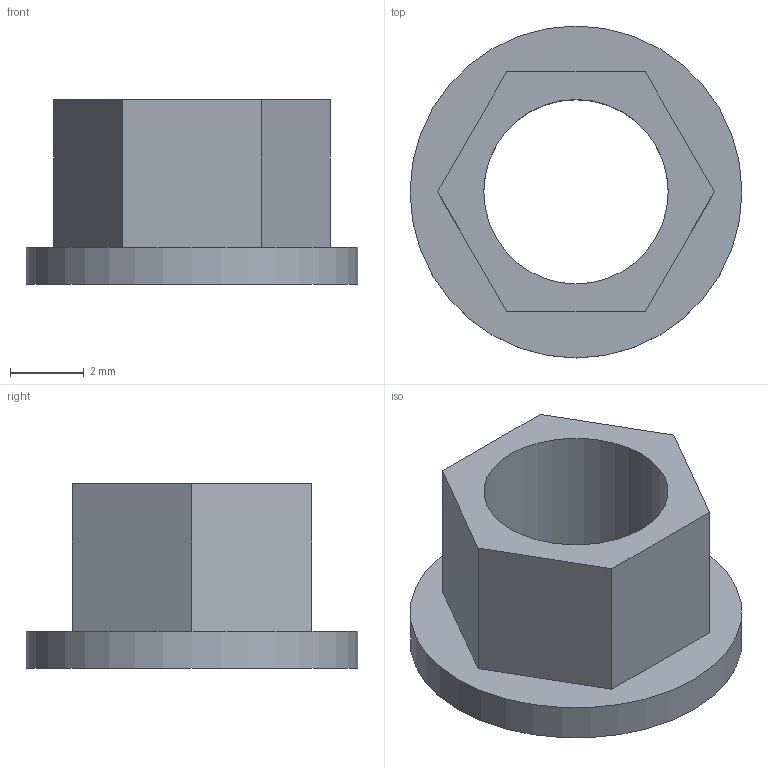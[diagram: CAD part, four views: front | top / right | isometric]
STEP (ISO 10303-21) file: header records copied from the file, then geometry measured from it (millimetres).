
FILE_DESCRIPTION( ('This file contains a STEP AP42 implementation' ,'as created by ZW3D STEP Interface translator.' ,'') ,'2;1' );
FILE_NAME( '刮肉轮固定螺丝.ipt.stp' ,'251027.114725', (''), ('ZWCAD Software Co.'), 'Version 1.0', 'ZW3D to STEP translator', '' );
FILE_SCHEMA(('AUTOMOTIVE_DESIGN { 1 0 10303 214 1 1 1 1 }'));
Length unit declared in the file: millimetre
Products named in the file (1): 0
Bounding box: 9 x 9 x 5 mm (x, y, z)
Volume: 111.8 mm3; surface area: 284.8 mm2
Topology: 1 solids, 1 shells, 11 faces, 28 edges, 20 vertices
Faces by surface type: plane 9, cylinder 2
Full cylindrical faces by diameter (mm): 5 x1, 9 x1
Entity records: 377 total; most frequent: CARTESIAN_POINT 60, DIRECTION 60, ORIENTED_EDGE 56, EDGE_CURVE 28, AXIS2_PLACEMENT_3D 20, VERTEX_POINT 20, VECTOR 20, LINE 20
